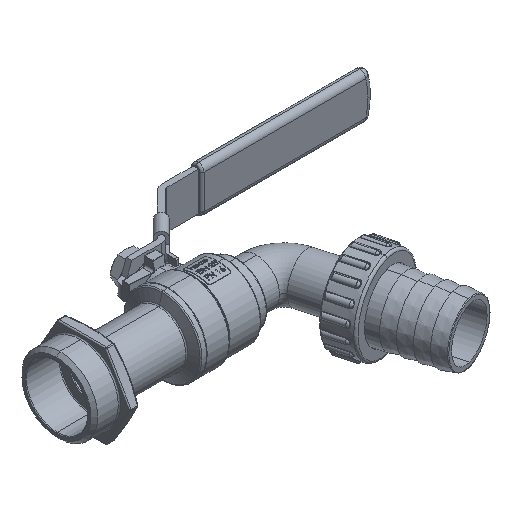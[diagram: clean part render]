
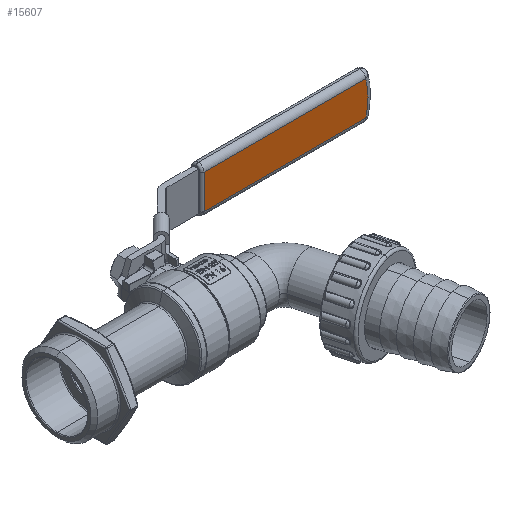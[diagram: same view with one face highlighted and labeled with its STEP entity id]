
A CAD part, isometric view. The second image highlights one B-rep face of the part: STEP entity #15607.
In plain terms, the highlighted planar face has unit normal (0, -1, 0).
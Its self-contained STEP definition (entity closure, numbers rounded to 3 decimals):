
#258 = CARTESIAN_POINT ( 'NONE',  ( 90., 45.7, 0. ) ) ;
#684 = AXIS2_PLACEMENT_3D ( 'NONE', #3269, #53022, #19693 ) ;
#1355 = VECTOR ( 'NONE', #26826, 1000. ) ;
#3269 = CARTESIAN_POINT ( 'NONE',  ( 120., 45.7, 10. ) ) ;
#3853 = EDGE_CURVE ( 'NONE', #39572, #18974, #24401, .T. ) ;
#4215 = DIRECTION ( 'NONE',  ( 0., -1., 0. ) ) ;
#4485 = VECTOR ( 'NONE', #5653, 1000. ) ;
#5653 = DIRECTION ( 'NONE',  ( 0., 0., -1. ) ) ;
#6049 = FACE_OUTER_BOUND ( 'NONE', #39694, .T. ) ;
#8945 = LINE ( 'NONE', #50762, #4485 ) ;
#10885 = VECTOR ( 'NONE', #15477, 1000. ) ;
#12253 = AXIS2_PLACEMENT_3D ( 'NONE', #258, #4215, #37441 ) ;
#12501 = ORIENTED_EDGE ( 'NONE', *, *, #3853, .T. ) ;
#15477 = DIRECTION ( 'NONE',  ( 1., 0., 0. ) ) ;
#15607 = ADVANCED_FACE ( 'NONE', ( #6049 ), #15718, .F. ) ;
#15718 = PLANE ( 'NONE',  #684 ) ;
#17816 = CARTESIAN_POINT ( 'NONE',  ( 120., 45.7, 7.5 ) ) ;
#18974 = VERTEX_POINT ( 'NONE', #33925 ) ;
#19693 = DIRECTION ( 'NONE',  ( -1., 0., 0. ) ) ;
#22940 = ORIENTED_EDGE ( 'NONE', *, *, #50978, .T. ) ;
#24401 = LINE ( 'NONE', #17816, #1355 ) ;
#25512 = VERTEX_POINT ( 'NONE', #32471 ) ;
#26826 = DIRECTION ( 'NONE',  ( -1., 0., 0. ) ) ;
#27576 = VERTEX_POINT ( 'NONE', #52187 ) ;
#31248 = EDGE_CURVE ( 'NONE', #27576, #25512, #33406, .T. ) ;
#32471 = CARTESIAN_POINT ( 'NONE',  ( 116.458, 45.7, -7.5 ) ) ;
#33406 = LINE ( 'NONE', #35862, #10885 ) ;
#33925 = CARTESIAN_POINT ( 'NONE',  ( 45.485, 45.7, 7.5 ) ) ;
#34539 = ORIENTED_EDGE ( 'NONE', *, *, #31248, .T. ) ;
#35862 = CARTESIAN_POINT ( 'NONE',  ( 118.284, 45.7, -7.5 ) ) ;
#37441 = DIRECTION ( 'NONE',  ( -1., 0., 0. ) ) ;
#39572 = VERTEX_POINT ( 'NONE', #41207 ) ;
#39694 = EDGE_LOOP ( 'NONE', ( #12501, #22940, #34539, #50691 ) ) ;
#41207 = CARTESIAN_POINT ( 'NONE',  ( 116.458, 45.7, 7.5 ) ) ;
#41411 = CIRCLE ( 'NONE', #12253, 27.5 ) ;
#46598 = EDGE_CURVE ( 'NONE', #25512, #39572, #41411, .T. ) ;
#50691 = ORIENTED_EDGE ( 'NONE', *, *, #46598, .T. ) ;
#50762 = CARTESIAN_POINT ( 'NONE',  ( 45.485, 45.7, 10. ) ) ;
#50978 = EDGE_CURVE ( 'NONE', #18974, #27576, #8945, .T. ) ;
#52187 = CARTESIAN_POINT ( 'NONE',  ( 45.485, 45.7, -7.5 ) ) ;
#53022 = DIRECTION ( 'NONE',  ( 0., 1., 0. ) ) ;
